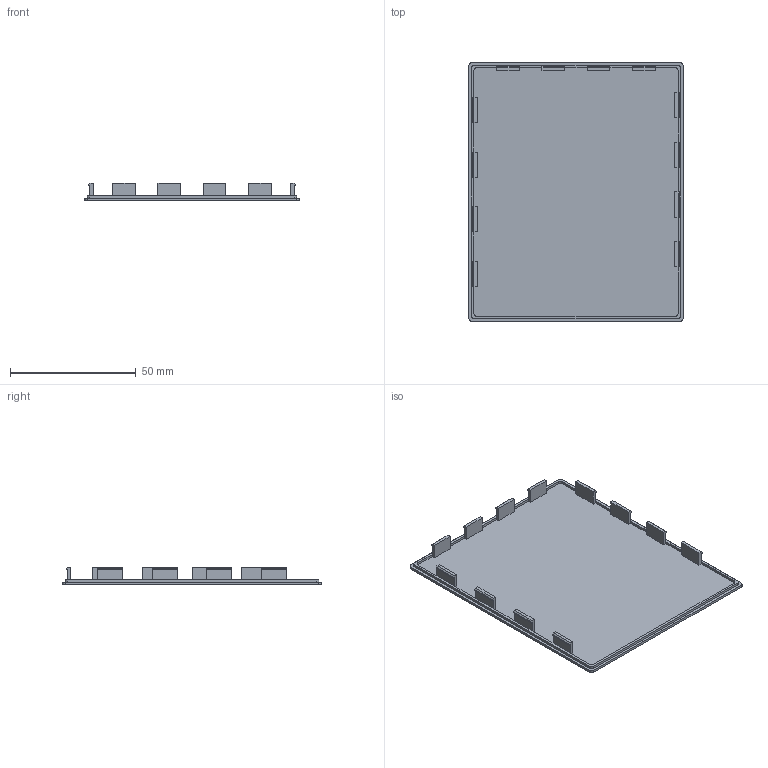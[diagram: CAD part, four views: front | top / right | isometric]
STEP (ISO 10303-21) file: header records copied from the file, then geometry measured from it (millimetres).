
FILE_DESCRIPTION(/* description */ (''),/* implementation_level */ '2;1');
FILE_NAME(/* name */ 'Arduino_ICM_top_v5.step',/* time_stamp */ '2025-11-22T23:32:10-05:00',/* author */ (''),/* organization */ (''),/* preprocessor_version */ 'ST-DEVELOPER v20.1',/* originating_system */ 'Autodesk Translation Framework v14.17.0.0',/* authorisation */ '');
FILE_SCHEMA (('AUTOMOTIVE_DESIGN { 1 0 10303 214 3 1 1 }'));
Length unit declared in the file: millimetre
Products named in the file (1): 2025-11-08-19-26-49-215
Bounding box: 85.18 x 102.84 x 7 mm (x, y, z)
Volume: 9934.8 mm3; surface area: 20159.5 mm2
Topology: 1 solids, 1 shells, 234 faces, 651 edges, 426 vertices
Faces by surface type: plane 158, bspline 64, cylinder 12
Entity records: 8007 total; most frequent: CARTESIAN_POINT 2400, ORIENTED_EDGE 1302, DIRECTION 889, EDGE_CURVE 651, LINE 499, VECTOR 499, VERTEX_POINT 426, EDGE_LOOP 241
